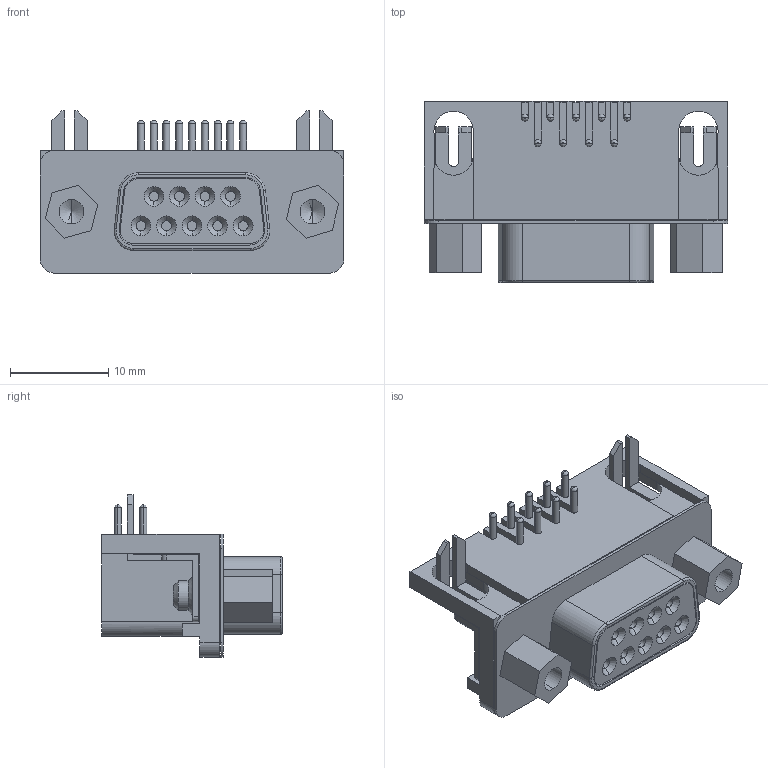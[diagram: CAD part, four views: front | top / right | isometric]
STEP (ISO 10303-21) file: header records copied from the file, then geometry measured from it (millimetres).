
FILE_DESCRIPTION (( 'STEP AP214' ), '1' );
FILE_NAME ('DB9.STEP', '2015-10-12T02:47:28', ( '' ), ( '' ), 'SwSTEP 2.0', 'SolidWorks 2015', '' );
FILE_SCHEMA (( 'AUTOMOTIVE_DESIGN' ));
Length unit declared in the file: millimetre
Products named in the file (1): DB9
Bounding box: 30.9 x 18.4 x 16.5 mm (x, y, z)
Volume: 3779.4 mm3; surface area: 3927.8 mm2
Topology: 1 solids, 1 shells, 325 faces, 809 edges, 504 vertices
Faces by surface type: plane 182, cylinder 91, cone 30, torus 22
Entity records: 10676 total; most frequent: DIRECTION 1703, CARTESIAN_POINT 1647, ORIENTED_EDGE 1610, EDGE_CURVE 805, AXIS2_PLACEMENT_3D 576, LINE 551, VECTOR 551, VERTEX_POINT 504
